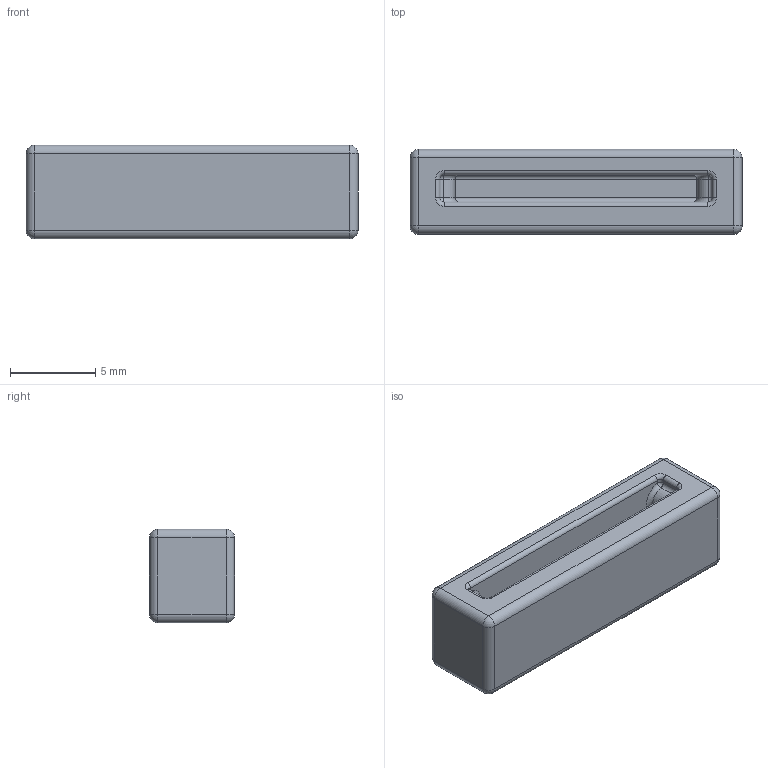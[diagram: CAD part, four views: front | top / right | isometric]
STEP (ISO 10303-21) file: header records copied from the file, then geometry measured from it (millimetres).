
FILE_DESCRIPTION(/* description */ (''),/* implementation_level */ '2;1');
FILE_NAME(/* name */ 'USKG-2 19_5mm v34.step',/* time_stamp */ '2024-09-02T14:34:08-04:00',/* author */ (''),/* organization */ (''),/* preprocessor_version */ 'ST-DEVELOPER v20',/* originating_system */ 'Autodesk Translation Framework v13.14.0.145',/* authorisation */ '');
FILE_SCHEMA (('AUTOMOTIVE_DESIGN { 1 0 10303 214 3 1 1 }'));
Length unit declared in the file: millimetre
Products named in the file (1): USKG-2 19_5mm
Bounding box: 19.5 x 5 x 5.5 mm (x, y, z)
Volume: 432.1 mm3; surface area: 566.9 mm2
Topology: 1 solids, 1 shells, 75 faces, 152 edges, 80 vertices
Faces by surface type: cylinder 34, sphere 16, plane 13, torus 8, bspline 4
Entity records: 1978 total; most frequent: DIRECTION 384, CARTESIAN_POINT 340, ORIENTED_EDGE 304, AXIS2_PLACEMENT_3D 160, EDGE_CURVE 152, CIRCLE 88, VERTEX_POINT 80, EDGE_LOOP 76
